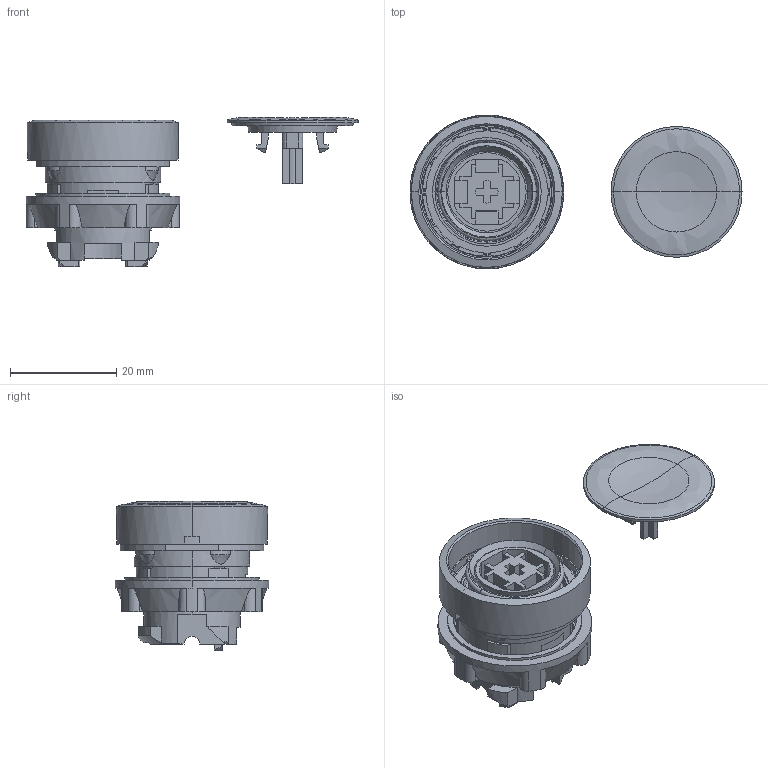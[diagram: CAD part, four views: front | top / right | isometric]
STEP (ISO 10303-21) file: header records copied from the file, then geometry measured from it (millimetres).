
FILE_DESCRIPTION((''),'2;1');
FILE_NAME('ZB5AA0-3D_ASM','2020-12-24T16:42:03',('SESA231899'),('Schneider-Electric'),'CREO PARAMETRIC BY PTC INC, 2019164','CREO PARAMETRIC BY PTC INC, 2019164','');
FILE_SCHEMA(('AP242_MANAGED_MODEL_BASED_3D_ENGINEERING_MIM_LF { 1 0 10303 442 1 1 4 }'));
Length unit declared in the file: millimetre
Products named in the file (10): ZB5AA0-3D_152619501AF6; ZB5AA0-3D_155950501AF6; ZB5AA0-3D_155950303AF6; ZB5AA0-3D_155950801AF6; ZB5AA0-3D_W915595060121; ZB5AA0-3D_155950701AF6; ZB5AA0-3D_155950201AF8; ZB5AA0-3D_W815595010111_ASM; ZB5AA0-3D_C040532332_ASM; ZB5AA0-3D_ASM
Assembly tree (9 placements, depth 4):
  ZB5AA0-3D_ASM
    ZB5AA0-3D_C040532332_ASM
      ZB5AA0-3D_152619501AF6
      ZB5AA0-3D_W815595010111_ASM
        ZB5AA0-3D_155950501AF6
        ZB5AA0-3D_155950303AF6
        ZB5AA0-3D_155950801AF6
        ZB5AA0-3D_W915595060121
        ZB5AA0-3D_155950701AF6
        ZB5AA0-3D_155950201AF8
Bounding box: 62.62 x 29 x 28.15 mm (x, y, z)
Volume: 7696.1 mm3; surface area: 13636 mm2
Topology: 7 solids, 8 shells, 587 faces, 1641 edges, 1101 vertices
Faces by surface type: plane 311, cylinder 141, cone 77, torus 38, bspline 14, sphere 6
Entity records: 24933 total; most frequent: CARTESIAN_POINT 5564, DIRECTION 3434, ORIENTED_EDGE 3236, EDGE_CURVE 1618, AXIS2_PLACEMENT_3D 1232, VERTEX_POINT 1059, VECTOR 970, LINE 970
